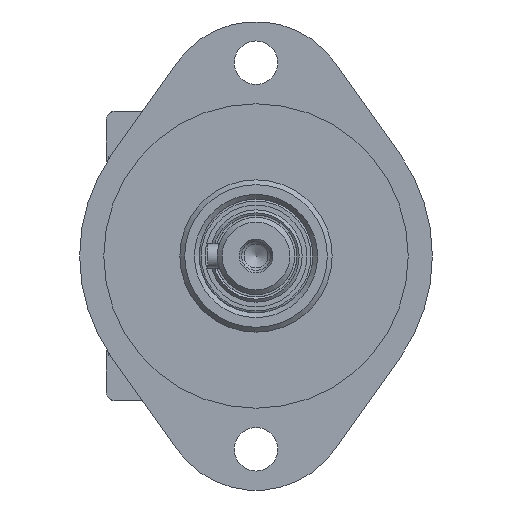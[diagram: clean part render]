
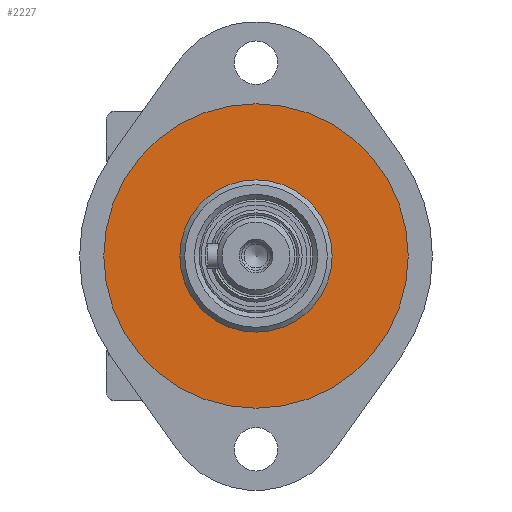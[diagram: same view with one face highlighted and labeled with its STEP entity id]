
A CAD part, left-side view. The second image highlights one B-rep face of the part: STEP entity #2227.
In plain terms, the highlighted planar face has unit normal (-1, 0, 0).
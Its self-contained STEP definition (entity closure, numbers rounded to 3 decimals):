
#158=PLANE('',#2548);
#825=ORIENTED_EDGE('',*,*,#1145,.F.);
#826=ORIENTED_EDGE('',*,*,#1146,.T.);
#1145=EDGE_CURVE('',#1359,#1359,#1486,.T.);
#1146=EDGE_CURVE('',#1360,#1360,#1487,.T.);
#1359=VERTEX_POINT('',#3905);
#1360=VERTEX_POINT('',#3907);
#1486=CIRCLE('',#2549,31.5);
#1487=CIRCLE('',#2550,15.75);
#1705=EDGE_LOOP('',(#825));
#1706=EDGE_LOOP('',(#826));
#1970=FACE_BOUND('',#1705,.T.);
#1971=FACE_BOUND('',#1706,.T.);
#2227=ADVANCED_FACE('',(#1970,#1971),#158,.F.);
#2548=AXIS2_PLACEMENT_3D('',#3903,#3141,#3142);
#2549=AXIS2_PLACEMENT_3D('',#3904,#3143,#3144);
#2550=AXIS2_PLACEMENT_3D('',#3906,#3145,#3146);
#3141=DIRECTION('',(1.,0.,0.));
#3142=DIRECTION('',(0.,0.,-1.));
#3143=DIRECTION('',(1.,0.,0.));
#3144=DIRECTION('',(0.,0.,-1.));
#3145=DIRECTION('',(1.,0.,0.));
#3146=DIRECTION('',(0.,0.,-1.));
#3903=CARTESIAN_POINT('',(0.,0.,0.));
#3904=CARTESIAN_POINT('',(0.,0.,0.));
#3905=CARTESIAN_POINT('',(0.,0.,-31.5));
#3906=CARTESIAN_POINT('',(0.,0.,0.));
#3907=CARTESIAN_POINT('',(0.,0.,-15.75));
